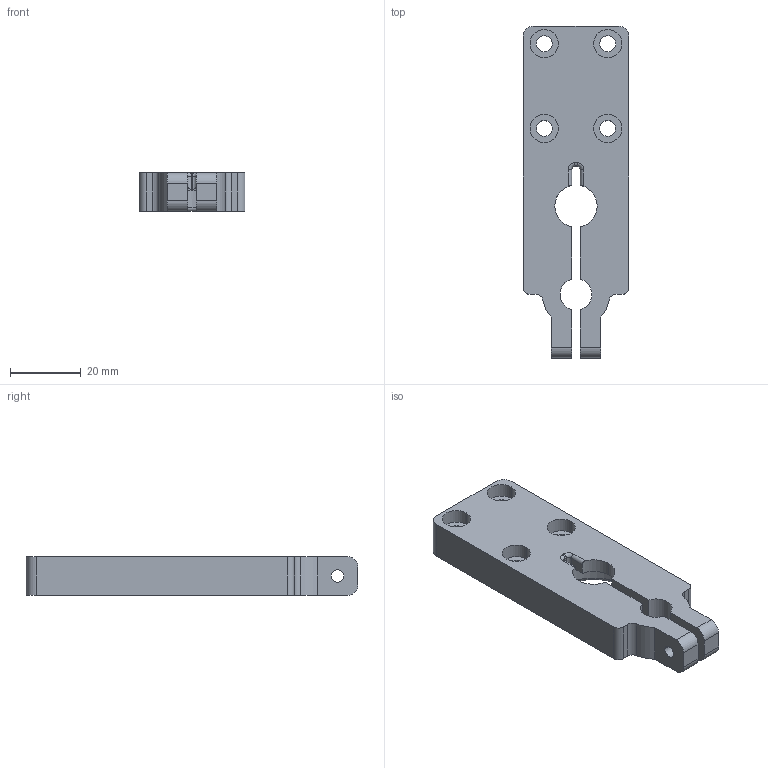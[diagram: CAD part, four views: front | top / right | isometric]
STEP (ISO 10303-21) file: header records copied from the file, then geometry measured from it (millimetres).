
FILE_DESCRIPTION (( 'STEP AP203' ), '1' );
FILE_NAME ('CB-001-003 - Linear Bearing Block 2.STEP', '2023-07-16T16:25:42', ( '' ), ( '' ), 'SwSTEP 2.0', 'SolidWorks 2023', '' );
FILE_SCHEMA (( 'CONFIG_CONTROL_DESIGN' ));
Length unit declared in the file: millimetre
Products named in the file (1): CB-001-003 - Linear Bearing Block 2
Bounding box: 30 x 94 x 11 mm (x, y, z)
Volume: 21924.3 mm3; surface area: 9303.4 mm2
Topology: 1 solids, 1 shells, 90 faces, 238 edges, 155 vertices
Faces by surface type: cylinder 49, plane 30, torus 9, bspline 2
Entity records: 3091 total; most frequent: CARTESIAN_POINT 694, DIRECTION 506, ORIENTED_EDGE 476, EDGE_CURVE 238, AXIS2_PLACEMENT_3D 195, VERTEX_POINT 155, LINE 116, VECTOR 116
